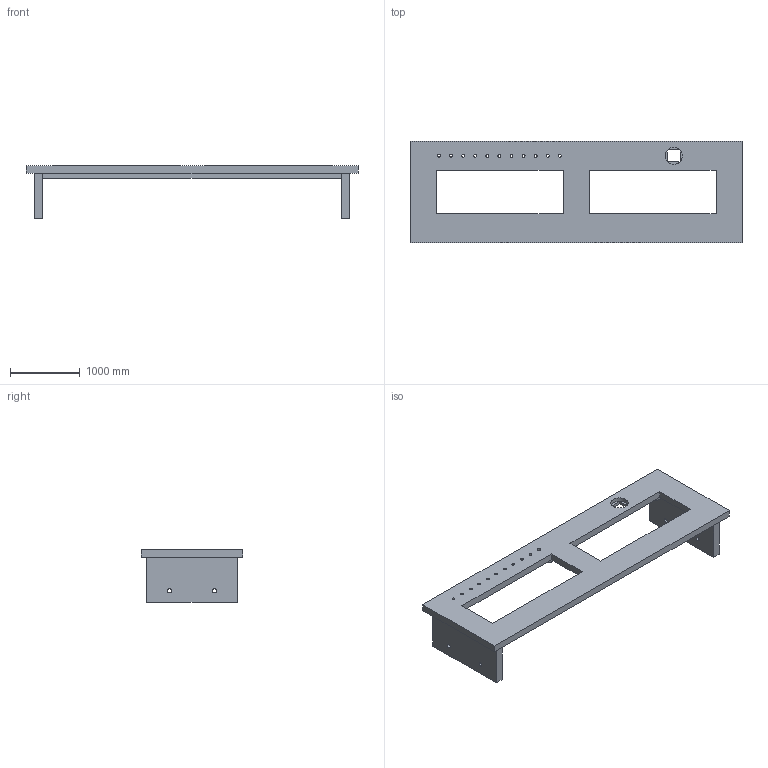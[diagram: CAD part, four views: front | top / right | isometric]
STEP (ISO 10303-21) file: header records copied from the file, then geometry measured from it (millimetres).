
FILE_DESCRIPTION(('FreeCAD Model'),'2;1');
FILE_NAME('Open CASCADE Shape Model','2025-02-21T15:22:30',(''),(''), 'Open CASCADE STEP processor 7.8','FreeCAD','Unknown');
FILE_SCHEMA(('AUTOMOTIVE_DESIGN { 1 0 10303 214 1 1 1 1 }'));
Length unit declared in the file: inch
Products named in the file (1): Body
Bounding box: 4758.06 x 1451.61 x 747.1 mm (x, y, z)
Volume: 698661837.4 mm3; surface area: 16213830.5 mm2
Topology: 1 solids, 1 shells, 75 faces, 172 edges, 112 vertices
Faces by surface type: plane 47, cylinder 28
Full cylindrical faces by diameter (mm): 41.29 x11, 51.613 x8, 58.064 x4, 129.032 x4, 248.387 x1
Entity records: 2218 total; most frequent: DIRECTION 384, CARTESIAN_POINT 360, ORIENTED_EDGE 344, EDGE_CURVE 172, AXIS2_PLACEMENT_3D 136, FACE_BOUND 124, EDGE_LOOP 124, VERTEX_POINT 112
